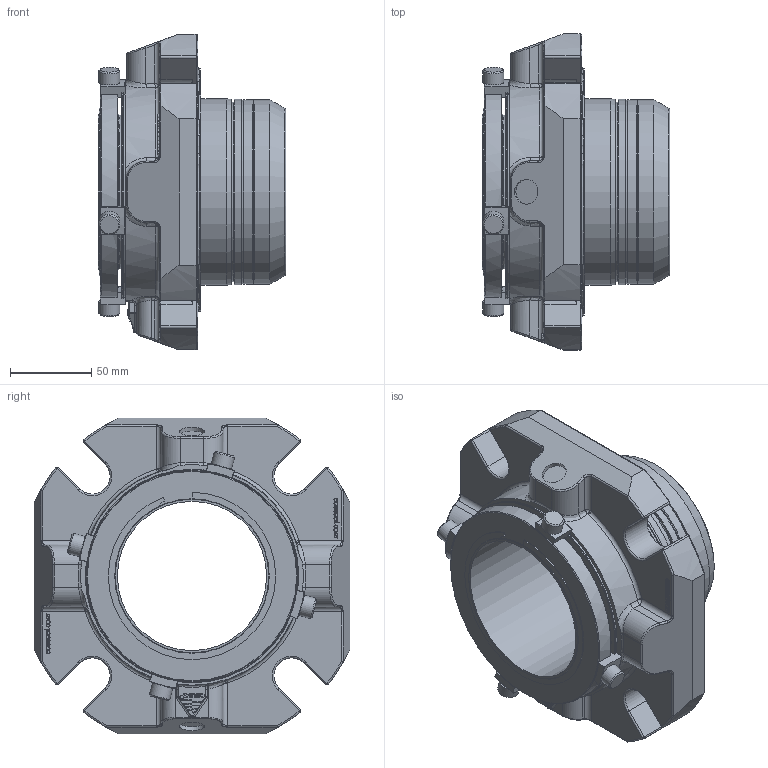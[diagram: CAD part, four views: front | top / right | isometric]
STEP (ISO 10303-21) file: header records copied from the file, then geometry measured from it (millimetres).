
FILE_DESCRIPTION(/* description */ ('Unknown'),/* implementation_level */ '2;1');
FILE_NAME(/* name */ '3.625',/* time_stamp */ '2023-01-30T16:22:51+00:00',/* author */ ('Unknown'),/* organization */ ('Unknown'),/* preprocessor_version */ 'ST-DEVELOPER v16.7',/* originating_system */ 'Solid Edge',/* authorisation */ 'Unknown');
FILE_SCHEMA (('AUTOMOTIVE_DESIGN {1 0 10303 214 3 1 1}'));
Length unit declared in the file: millimetre
Products named in the file (1): 3.625
Bounding box: 115.93 x 194.82 x 194.82 mm (x, y, z)
Volume: 1083588.7 mm3; surface area: 174474.2 mm2
Topology: 1 solids, 1 shells, 997 faces, 2609 edges, 1615 vertices
Faces by surface type: cylinder 320, plane 276, bspline 231, torus 107, cone 37, sphere 26
Full cylindrical faces by diameter (mm): 2.194 x1, 13 x4, 15.342 x2, 92.075 x1, 94.513 x1, 95.225 x1, 96.063 x1, 110.617 x2, 112.954 x1, 113.919 x2, 114.325 x1, 115.087 x1, 130.175 x2, 131.699 x1, 141.402 x1, 142.875 x2, 146.837 x1, 146.99 x1, 147.345 x1, 147.5 x1, 148.006 x1, 148.26 x1
Entity records: 35026 total; most frequent: CARTESIAN_POINT 12348, ORIENTED_EDGE 4966, DIRECTION 4304, EDGE_CURVE 2483, AXIS2_PLACEMENT_3D 1628, VERTEX_POINT 1583, EDGE_LOOP 1118, FACE_BOUND 1118
